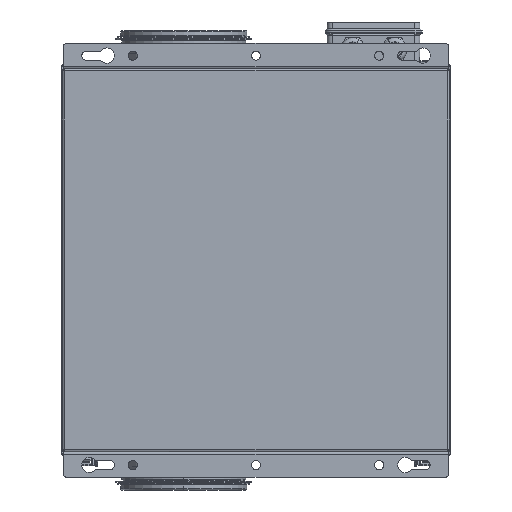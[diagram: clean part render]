
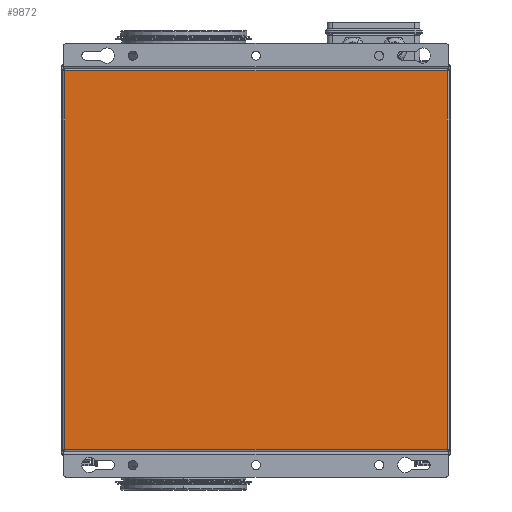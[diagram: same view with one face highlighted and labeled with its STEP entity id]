
A CAD part, front view. The second image highlights one B-rep face of the part: STEP entity #9872.
In plain terms, the highlighted planar face has unit normal (0, -1, 0).
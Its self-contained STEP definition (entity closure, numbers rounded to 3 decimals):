
#756 = LINE ( 'NONE', #22288, #769 ) ;
#769 = VECTOR ( 'NONE', #22294, 1000. ) ;
#805 = LINE ( 'NONE', #22548, #811 ) ;
#811 = VECTOR ( 'NONE', #22561, 1000. ) ;
#815 = LINE ( 'NONE', #22596, #816 ) ;
#816 = VECTOR ( 'NONE', #22605, 1000. ) ;
#823 = LINE ( 'NONE', #22782, #830 ) ;
#830 = VECTOR ( 'NONE', #22788, 1000. ) ;
#3526 = CARTESIAN_POINT ( 'NONE',  ( -188., 0., -186. ) ) ;
#7052 = VERTEX_POINT ( 'NONE', #7876 ) ;
#7056 = VERTEX_POINT ( 'NONE', #7889 ) ;
#7085 = VERTEX_POINT ( 'NONE', #7763 ) ;
#7763 = CARTESIAN_POINT ( 'NONE',  ( -188., 0., 186. ) ) ;
#7876 = CARTESIAN_POINT ( 'NONE',  ( 188., 0., -186. ) ) ;
#7889 = CARTESIAN_POINT ( 'NONE',  ( 188., 0., 186. ) ) ;
#8606 = PLANE ( 'NONE',  #21086 ) ;
#8683 = CARTESIAN_POINT ( 'NONE',  ( -190., 0., 188. ) ) ;
#9111 = DIRECTION ( 'NONE',  ( 0., 1., 0. ) ) ;
#9315 = DIRECTION ( 'NONE',  ( 0., 0., 1. ) ) ;
#9872 = ADVANCED_FACE ( 'NONE', ( #21552 ), #8606, .F. ) ;
#11450 = VERTEX_POINT ( 'NONE', #3526 ) ;
#14321 = EDGE_CURVE ( 'NONE', #7056, #7085, #756, .T. ) ;
#14378 = EDGE_CURVE ( 'NONE', #7052, #7056, #805, .T. ) ;
#14386 = EDGE_CURVE ( 'NONE', #7085, #11450, #815, .T. ) ;
#14413 = EDGE_CURVE ( 'NONE', #11450, #7052, #823, .T. ) ;
#17768 = EDGE_LOOP ( 'NONE', ( #29074, #29038, #29063, #20677 ) ) ;
#20677 = ORIENTED_EDGE ( 'NONE', *, *, #14386, .T. ) ;
#21086 = AXIS2_PLACEMENT_3D ( 'NONE', #8683, #9111, #9315 ) ;
#21552 = FACE_OUTER_BOUND ( 'NONE', #17768, .T. ) ;
#22288 = CARTESIAN_POINT ( 'NONE',  ( 188., 0., 186. ) ) ;
#22294 = DIRECTION ( 'NONE',  ( -1., 0., 0. ) ) ;
#22548 = CARTESIAN_POINT ( 'NONE',  ( 188., 0., -188. ) ) ;
#22561 = DIRECTION ( 'NONE',  ( 0., 0., 1. ) ) ;
#22596 = CARTESIAN_POINT ( 'NONE',  ( -188., 0., 188. ) ) ;
#22605 = DIRECTION ( 'NONE',  ( 0., 0., -1. ) ) ;
#22782 = CARTESIAN_POINT ( 'NONE',  ( -188., 0., -186. ) ) ;
#22788 = DIRECTION ( 'NONE',  ( 1., 0., 0. ) ) ;
#29038 = ORIENTED_EDGE ( 'NONE', *, *, #14378, .T. ) ;
#29063 = ORIENTED_EDGE ( 'NONE', *, *, #14321, .T. ) ;
#29074 = ORIENTED_EDGE ( 'NONE', *, *, #14413, .T. ) ;
